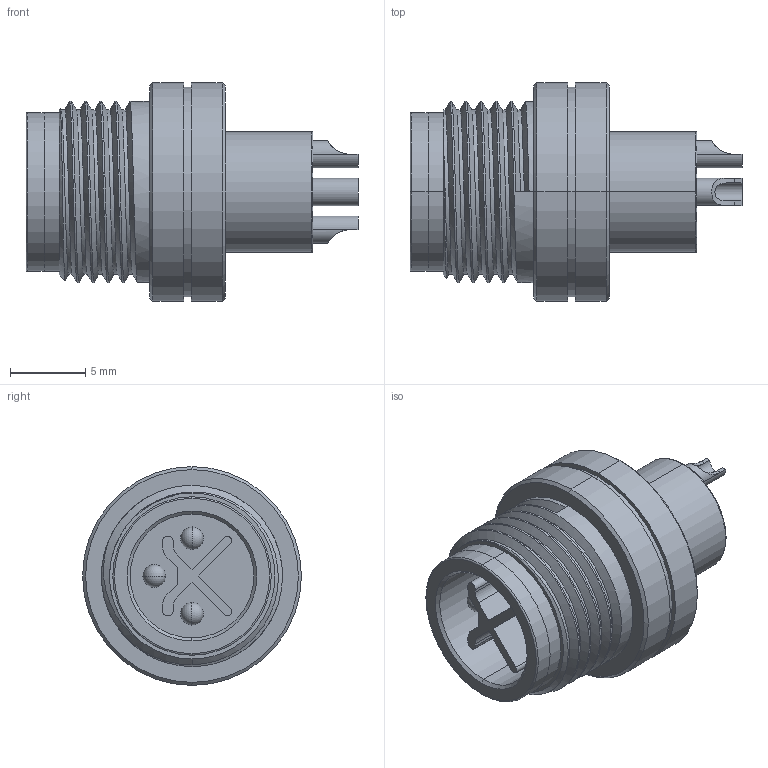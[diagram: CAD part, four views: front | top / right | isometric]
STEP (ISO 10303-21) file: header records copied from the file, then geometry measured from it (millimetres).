
FILE_DESCRIPTION (( 'STEP AP203' ), '1' );
FILE_NAME ('50-01052.STEP', '2025-03-25T00:06:52', ( '' ), ( '' ), 'SwSTEP 2.0', 'SolidWorks 2021', '' );
FILE_SCHEMA (( 'CONFIG_CONTROL_DESIGN' ));
Length unit declared in the file: millimetre
Products named in the file (5): 50-01052-02_Step; 50-01052; 50-01052-01___; 50-01052-03L___; 50-01052-03___
Assembly tree (5 placements, depth 2):
  50-01052
    50-01052-01___
    50-01052-02_Step
    50-01052-03L___
    50-01052-03___  x2
Bounding box: 22 x 14.5 x 14.5 mm (x, y, z)
Volume: 1460.5 mm3; surface area: 2812.5 mm2
Topology: 5 solids, 5 shells, 195 faces, 447 edges, 274 vertices
Faces by surface type: cylinder 92, plane 51, torus 22, cone 21, sphere 6, bspline 3
Entity records: 6201 total; most frequent: CARTESIAN_POINT 1911, DIRECTION 853, ORIENTED_EDGE 738, EDGE_CURVE 369, AXIS2_PLACEMENT_3D 352, VERTEX_POINT 234, EDGE_LOOP 191, CIRCLE 184
